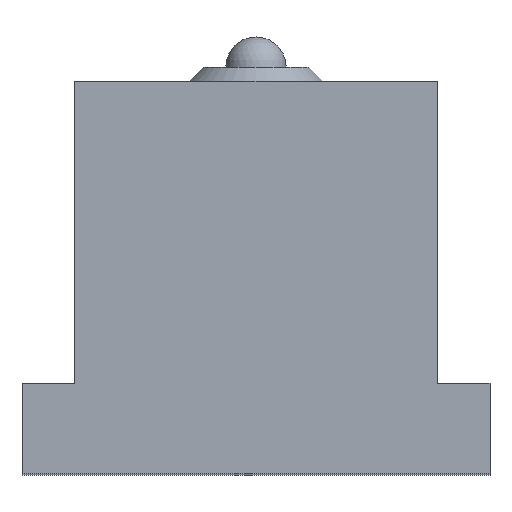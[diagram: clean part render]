
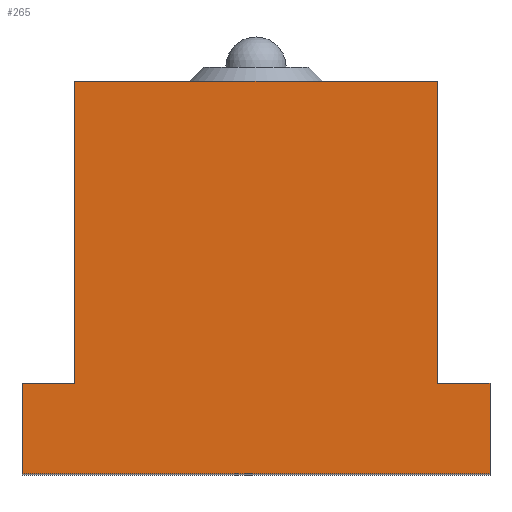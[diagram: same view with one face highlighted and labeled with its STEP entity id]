
A CAD part, top view. The second image highlights one B-rep face of the part: STEP entity #265.
In plain terms, the highlighted planar face has unit normal (0, 0, 1).
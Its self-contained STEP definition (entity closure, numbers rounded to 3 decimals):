
#25=LINE('',#424,#50);
#26=LINE('',#426,#51);
#27=LINE('',#428,#52);
#28=LINE('',#430,#53);
#29=LINE('',#432,#54);
#30=LINE('',#434,#55);
#31=LINE('',#436,#56);
#32=LINE('',#437,#57);
#50=VECTOR('',#349,10.);
#51=VECTOR('',#350,10.);
#52=VECTOR('',#351,10.);
#53=VECTOR('',#352,10.);
#54=VECTOR('',#353,10.);
#55=VECTOR('',#354,10.);
#56=VECTOR('',#355,10.);
#57=VECTOR('',#356,10.);
#70=PLANE('',#297);
#93=FACE_OUTER_BOUND('',#115,.T.);
#115=EDGE_LOOP('',(#209,#210,#211,#212,#213,#214,#215,#216));
#147=VERTEX_POINT('',#422);
#148=VERTEX_POINT('',#423);
#149=VERTEX_POINT('',#425);
#150=VERTEX_POINT('',#427);
#151=VERTEX_POINT('',#429);
#152=VERTEX_POINT('',#431);
#153=VERTEX_POINT('',#433);
#154=VERTEX_POINT('',#435);
#171=EDGE_CURVE('',#147,#148,#25,.T.);
#172=EDGE_CURVE('',#148,#149,#26,.T.);
#173=EDGE_CURVE('',#149,#150,#27,.T.);
#174=EDGE_CURVE('',#150,#151,#28,.T.);
#175=EDGE_CURVE('',#151,#152,#29,.T.);
#176=EDGE_CURVE('',#152,#153,#30,.T.);
#177=EDGE_CURVE('',#153,#154,#31,.T.);
#178=EDGE_CURVE('',#154,#147,#32,.T.);
#209=ORIENTED_EDGE('',*,*,#171,.T.);
#210=ORIENTED_EDGE('',*,*,#172,.T.);
#211=ORIENTED_EDGE('',*,*,#173,.T.);
#212=ORIENTED_EDGE('',*,*,#174,.T.);
#213=ORIENTED_EDGE('',*,*,#175,.T.);
#214=ORIENTED_EDGE('',*,*,#176,.T.);
#215=ORIENTED_EDGE('',*,*,#177,.T.);
#216=ORIENTED_EDGE('',*,*,#178,.T.);
#265=ADVANCED_FACE('',(#93),#70,.T.);
#297=AXIS2_PLACEMENT_3D('',#421,#347,#348);
#347=DIRECTION('center_axis',(0.,0.,1.));
#348=DIRECTION('ref_axis',(1.,0.,0.));
#349=DIRECTION('',(0.,1.,0.));
#350=DIRECTION('',(-1.,0.,0.));
#351=DIRECTION('',(0.,1.,0.));
#352=DIRECTION('',(-1.,0.,0.));
#353=DIRECTION('',(0.,-1.,0.));
#354=DIRECTION('',(-1.,0.,0.));
#355=DIRECTION('',(0.,-1.,0.));
#356=DIRECTION('',(1.,0.,0.));
#421=CARTESIAN_POINT('Origin',(0.,5.886,20.));
#422=CARTESIAN_POINT('',(7.75,0.,20.));
#423=CARTESIAN_POINT('',(7.75,3.,20.));
#424=CARTESIAN_POINT('',(7.75,0.,20.));
#425=CARTESIAN_POINT('',(6.,3.,20.));
#426=CARTESIAN_POINT('',(7.75,3.,20.));
#427=CARTESIAN_POINT('',(6.,13.,20.));
#428=CARTESIAN_POINT('',(6.,3.,20.));
#429=CARTESIAN_POINT('',(-6.,13.,20.));
#430=CARTESIAN_POINT('',(6.,13.,20.));
#431=CARTESIAN_POINT('',(-6.,3.,20.));
#432=CARTESIAN_POINT('',(-6.,13.,20.));
#433=CARTESIAN_POINT('',(-7.75,3.,20.));
#434=CARTESIAN_POINT('',(-6.,3.,20.));
#435=CARTESIAN_POINT('',(-7.75,0.,20.));
#436=CARTESIAN_POINT('',(-7.75,3.,20.));
#437=CARTESIAN_POINT('',(-7.75,0.,20.));
